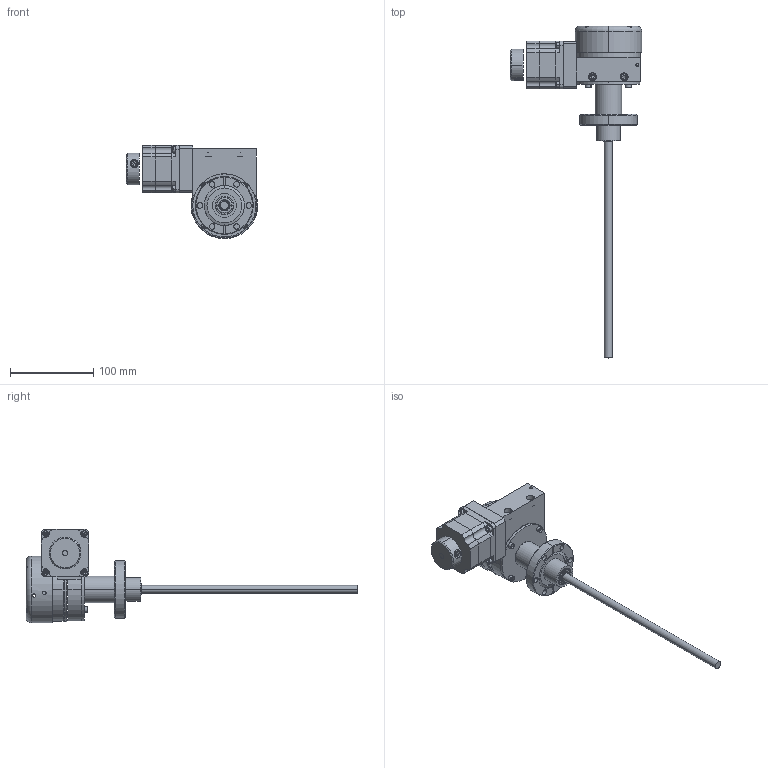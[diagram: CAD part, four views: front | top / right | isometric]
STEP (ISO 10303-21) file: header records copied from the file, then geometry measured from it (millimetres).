
FILE_DESCRIPTION (( 'STEP AP214' ), '1' );
FILE_NAME ('SN102352-01, FPRM-275-38_MS-W_CL.STEP', '2020-05-07T15:54:54', ( '' ), ( '' ), 'SwSTEP 2.0', 'SolidWorks 2010', '' );
FILE_SCHEMA (( 'AUTOMOTIVE_DESIGN' ));
Length unit declared in the file: inch
Products named in the file (1): SN102352-01, FPRM-275-38_MS-W_CL
Bounding box: 157.86 x 399.02 x 112.24 mm (x, y, z)
Surface area: 108104.2 mm2 (no closed solid volume)
Topology: 0 solids, 51 shells, 403 faces, 1295 edges, 909 vertices
Faces by surface type: cylinder 181, plane 156, cone 50, torus 16
Entity records: 20321 total; most frequent: CARTESIAN_POINT 3430, DIRECTION 2641, ORIENTED_EDGE 2008, EDGE_CURVE 1275, AXIS2_PLACEMENT_3D 1000, VERTEX_POINT 909, LINE 641, VECTOR 641
